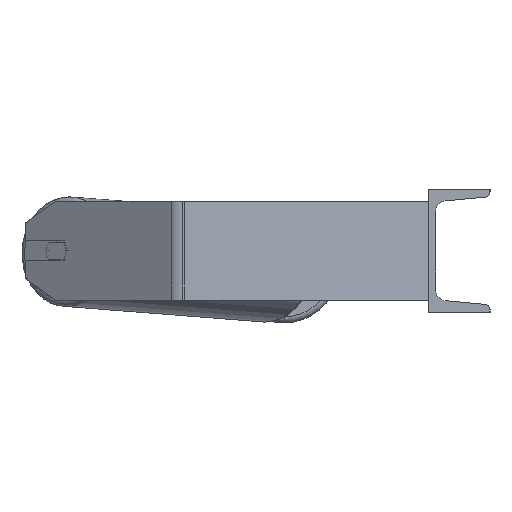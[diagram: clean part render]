
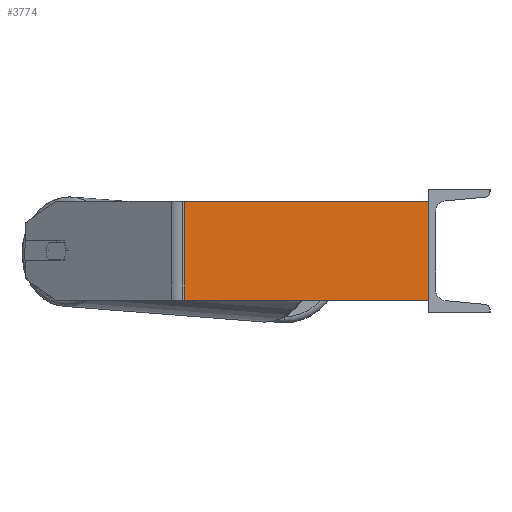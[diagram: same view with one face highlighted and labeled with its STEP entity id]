
A CAD part, left-side view. The second image highlights one B-rep face of the part: STEP entity #3774.
In plain terms, the highlighted planar face has unit normal (-0.996, -0.087, 0).
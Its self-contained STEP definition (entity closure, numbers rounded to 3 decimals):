
#273 = ORIENTED_EDGE ( 'NONE', *, *, #1022, .T. ) ;
#300 = EDGE_LOOP ( 'NONE', ( #273, #8674, #5483, #6997 ) ) ;
#376 = AXIS2_PLACEMENT_3D ( 'NONE', #2652, #4636, #4735 ) ;
#565 = CARTESIAN_POINT ( 'NONE',  ( -485., 0., 40. ) ) ;
#604 = DIRECTION ( 'NONE',  ( 0., 0., -1. ) ) ;
#1022 = EDGE_CURVE ( 'NONE', #6172, #6952, #5746, .T. ) ;
#1266 = DIRECTION ( 'NONE',  ( 0.087, -0.996, 0. ) ) ;
#1408 = CARTESIAN_POINT ( 'NONE',  ( -502.318, 197.951, 40. ) ) ;
#1620 = DIRECTION ( 'NONE',  ( 0.087, -0.996, 0. ) ) ;
#2003 = CARTESIAN_POINT ( 'NONE',  ( -502.826, 203.753, 40. ) ) ;
#2352 = EDGE_CURVE ( 'NONE', #6578, #6952, #8984, .T. ) ;
#2652 = CARTESIAN_POINT ( 'NONE',  ( -502.826, 203.753, 40. ) ) ;
#3075 = CARTESIAN_POINT ( 'NONE',  ( -485., 0., -40. ) ) ;
#3228 = CARTESIAN_POINT ( 'NONE',  ( -485., 0., 40. ) ) ;
#3453 = EDGE_CURVE ( 'NONE', #7085, #6578, #7563, .T. ) ;
#3476 = VECTOR ( 'NONE', #1266, 1000. ) ;
#3774 = ADVANCED_FACE ( 'NONE', ( #8742 ), #4596, .F. ) ;
#4385 = CARTESIAN_POINT ( 'NONE',  ( -502.826, 203.753, -40. ) ) ;
#4596 = PLANE ( 'NONE',  #376 ) ;
#4636 = DIRECTION ( 'NONE',  ( 0.996, 0.087, 0. ) ) ;
#4735 = DIRECTION ( 'NONE',  ( -0.087, 0.996, 0. ) ) ;
#4932 = LINE ( 'NONE', #1408, #6028 ) ;
#5483 = ORIENTED_EDGE ( 'NONE', *, *, #3453, .F. ) ;
#5746 = LINE ( 'NONE', #4385, #8666 ) ;
#6028 = VECTOR ( 'NONE', #6245, 1000. ) ;
#6172 = VERTEX_POINT ( 'NONE', #8816 ) ;
#6245 = DIRECTION ( 'NONE',  ( 0., 0., -1. ) ) ;
#6254 = EDGE_CURVE ( 'NONE', #7085, #6172, #4932, .T. ) ;
#6578 = VERTEX_POINT ( 'NONE', #3228 ) ;
#6815 = CARTESIAN_POINT ( 'NONE',  ( -502.318, 197.951, 40. ) ) ;
#6952 = VERTEX_POINT ( 'NONE', #3075 ) ;
#6997 = ORIENTED_EDGE ( 'NONE', *, *, #6254, .T. ) ;
#7085 = VERTEX_POINT ( 'NONE', #6815 ) ;
#7563 = LINE ( 'NONE', #2003, #3476 ) ;
#7598 = VECTOR ( 'NONE', #604, 1000. ) ;
#8666 = VECTOR ( 'NONE', #1620, 1000. ) ;
#8674 = ORIENTED_EDGE ( 'NONE', *, *, #2352, .F. ) ;
#8742 = FACE_OUTER_BOUND ( 'NONE', #300, .T. ) ;
#8816 = CARTESIAN_POINT ( 'NONE',  ( -502.318, 197.951, -40. ) ) ;
#8984 = LINE ( 'NONE', #565, #7598 ) ;
